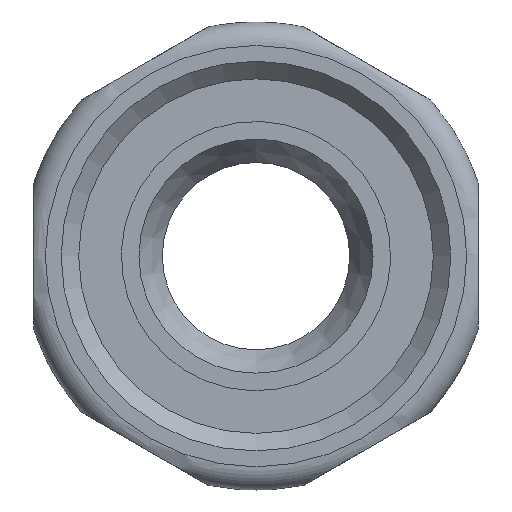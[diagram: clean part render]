
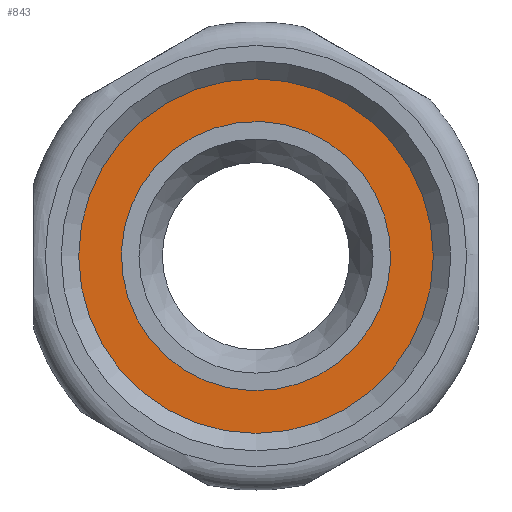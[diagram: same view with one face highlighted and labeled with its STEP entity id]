
A CAD part, left-side view. The second image highlights one B-rep face of the part: STEP entity #843.
In plain terms, the highlighted planar face has unit normal (-1, 0, 0).
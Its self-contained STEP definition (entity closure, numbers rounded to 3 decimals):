
#41=FACE_BOUND('',#111,.T.);
#49=PLANE('',#912);
#65=FACE_OUTER_BOUND('',#110,.T.);
#110=EDGE_LOOP('',(#531));
#111=EDGE_LOOP('',(#532));
#215=CIRCLE('',#907,11.5);
#218=CIRCLE('',#911,16.4);
#304=VERTEX_POINT('',#1339);
#307=VERTEX_POINT('',#1347);
#395=EDGE_CURVE('',#304,#304,#215,.T.);
#400=EDGE_CURVE('',#307,#307,#218,.T.);
#531=ORIENTED_EDGE('',*,*,#400,.T.);
#532=ORIENTED_EDGE('',*,*,#395,.T.);
#843=ADVANCED_FACE('',(#65,#41),#49,.T.);
#907=AXIS2_PLACEMENT_3D('',#1340,#1044,#1045);
#911=AXIS2_PLACEMENT_3D('',#1349,#1054,#1055);
#912=AXIS2_PLACEMENT_3D('',#1350,#1056,#1057);
#1044=DIRECTION('center_axis',(1.,0.,0.));
#1045=DIRECTION('ref_axis',(0.,0.926,0.378));
#1054=DIRECTION('center_axis',(-1.,0.,0.));
#1055=DIRECTION('ref_axis',(0.,0.926,0.378));
#1056=DIRECTION('center_axis',(-1.,0.,0.));
#1057=DIRECTION('ref_axis',(0.,0.926,0.378));
#1339=CARTESIAN_POINT('',(1.,-10.649,-4.342));
#1340=CARTESIAN_POINT('Origin',(1.,0.,
0.));
#1347=CARTESIAN_POINT('',(1.,-15.186,-6.192));
#1349=CARTESIAN_POINT('Origin',(1.,0.,
0.));
#1350=CARTESIAN_POINT('Origin',(1.,0.,
0.));
